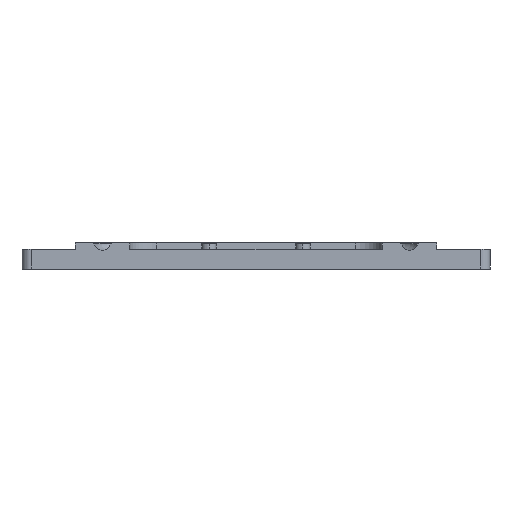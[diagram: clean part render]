
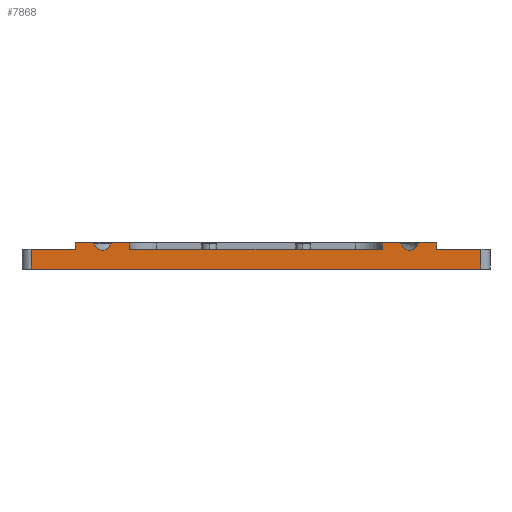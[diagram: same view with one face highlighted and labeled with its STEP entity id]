
A CAD part, left-side view. The second image highlights one B-rep face of the part: STEP entity #7868.
In plain terms, the highlighted planar face has unit normal (-1, 0, 0).
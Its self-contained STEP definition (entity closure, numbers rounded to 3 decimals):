
#3382=CARTESIAN_POINT('Line Origine',(-91.,-112.25,11.)) ;
#3386=CARTESIAN_POINT('Vertex',(-91.,-100.,11.)) ;
#3388=CARTESIAN_POINT('Vertex',(-91.,-124.5,11.)) ;
#3856=CARTESIAN_POINT('Vertex',(-91.,-124.5,0.)) ;
#3859=CARTESIAN_POINT('Line Origine',(-91.,0.,0.)) ;
#3863=CARTESIAN_POINT('Vertex',(-91.,124.5,0.)) ;
#4803=CARTESIAN_POINT('Line Origine',(-91.,0.,11.)) ;
#4807=CARTESIAN_POINT('Vertex',(-91.,70.,11.)) ;
#4809=CARTESIAN_POINT('Vertex',(-91.,-70.,11.)) ;
#6364=CARTESIAN_POINT('Vertex',(-91.,124.5,11.)) ;
#6367=CARTESIAN_POINT('Line Origine',(-91.,112.25,11.)) ;
#6371=CARTESIAN_POINT('Vertex',(-91.,100.,11.)) ;
#6891=CARTESIAN_POINT('Line Origine',(-91.,-95.477,14.5)) ;
#6895=CARTESIAN_POINT('Vertex',(-91.,-90.955,14.5)) ;
#6897=CARTESIAN_POINT('Vertex',(-91.,-100.,14.5)) ;
#6951=CARTESIAN_POINT('Vertex',(-91.,100.,14.5)) ;
#6954=CARTESIAN_POINT('Line Origine',(-91.,95.477,14.5)) ;
#6958=CARTESIAN_POINT('Vertex',(-91.,90.955,14.5)) ;
#7431=CARTESIAN_POINT('Line Origine',(-91.,74.523,14.5)) ;
#7435=CARTESIAN_POINT('Vertex',(-91.,79.045,14.5)) ;
#7437=CARTESIAN_POINT('Vertex',(-91.,70.,14.5)) ;
#7472=CARTESIAN_POINT('Vertex',(-91.,-70.,14.5)) ;
#7475=CARTESIAN_POINT('Line Origine',(-91.,-74.523,14.5)) ;
#7479=CARTESIAN_POINT('Vertex',(-91.,-79.045,14.5)) ;
#7759=CARTESIAN_POINT('Line Origine',(-91.,-100.,12.75)) ;
#7778=CARTESIAN_POINT('Axis2P3D Location',(-91.,-124.5,0.)) ;
#7783=CARTESIAN_POINT('Line Origine',(-91.,-90.172,14.256)) ;
#7787=CARTESIAN_POINT('Vertex',(-91.,-89.39,14.012)) ;
#7790=CARTESIAN_POINT('Axis2P3D Location',(-91.,-85.,15.)) ;
#7794=CARTESIAN_POINT('Vertex',(-91.,-80.61,14.012)) ;
#7797=CARTESIAN_POINT('Line Origine',(-91.,-79.828,14.256)) ;
#7802=CARTESIAN_POINT('Line Origine',(-91.,-70.,12.75)) ;
#7807=CARTESIAN_POINT('Line Origine',(-91.,70.,12.75)) ;
#7812=CARTESIAN_POINT('Line Origine',(-91.,79.828,14.256)) ;
#7816=CARTESIAN_POINT('Vertex',(-91.,80.61,14.012)) ;
#7819=CARTESIAN_POINT('Axis2P3D Location',(-91.,85.,15.)) ;
#7823=CARTESIAN_POINT('Vertex',(-91.,89.39,14.012)) ;
#7826=CARTESIAN_POINT('Line Origine',(-91.,90.172,14.256)) ;
#7831=CARTESIAN_POINT('Line Origine',(-91.,100.,12.75)) ;
#7836=CARTESIAN_POINT('Line Origine',(-91.,124.5,5.5)) ;
#7841=CARTESIAN_POINT('Line Origine',(-91.,-124.5,5.5)) ;
#3383=DIRECTION('Vector Direction',(0.,1.,0.)) ;
#3860=DIRECTION('Vector Direction',(0.,1.,0.)) ;
#4804=DIRECTION('Vector Direction',(0.,1.,0.)) ;
#6368=DIRECTION('Vector Direction',(0.,1.,0.)) ;
#6892=DIRECTION('Vector Direction',(0.,-1.,0.)) ;
#6955=DIRECTION('Vector Direction',(0.,-1.,0.)) ;
#7432=DIRECTION('Vector Direction',(0.,-1.,0.)) ;
#7476=DIRECTION('Vector Direction',(0.,-1.,0.)) ;
#7760=DIRECTION('Vector Direction',(0.,0.,1.)) ;
#7779=DIRECTION('Axis2P3D Direction',(1.,0.,0.)) ;
#7780=DIRECTION('Axis2P3D XDirection',(0.,1.,0.)) ;
#7784=DIRECTION('Vector Direction',(0.,0.955,-0.298)) ;
#7791=DIRECTION('Axis2P3D Direction',(1.,0.,0.)) ;
#7798=DIRECTION('Vector Direction',(0.,0.955,0.298)) ;
#7803=DIRECTION('Vector Direction',(0.,0.,1.)) ;
#7808=DIRECTION('Vector Direction',(0.,0.,1.)) ;
#7813=DIRECTION('Vector Direction',(0.,-0.955,0.298)) ;
#7820=DIRECTION('Axis2P3D Direction',(1.,0.,0.)) ;
#7827=DIRECTION('Vector Direction',(0.,-0.955,-0.298)) ;
#7832=DIRECTION('Vector Direction',(0.,0.,1.)) ;
#7837=DIRECTION('Vector Direction',(0.,0.,1.)) ;
#7842=DIRECTION('Vector Direction',(0.,0.,1.)) ;
#7781=AXIS2_PLACEMENT_3D('Plane Axis2P3D',#7778,#7779,#7780) ;
#7792=AXIS2_PLACEMENT_3D('Circle Axis2P3D',#7790,#7791,$) ;
#7821=AXIS2_PLACEMENT_3D('Circle Axis2P3D',#7819,#7820,$) ;
#7847=ORIENTED_EDGE('',*,*,#7789,.F.) ;
#7848=ORIENTED_EDGE('',*,*,#7796,.F.) ;
#7849=ORIENTED_EDGE('',*,*,#7801,.F.) ;
#7850=ORIENTED_EDGE('',*,*,#7481,.F.) ;
#7851=ORIENTED_EDGE('',*,*,#7806,.F.) ;
#7852=ORIENTED_EDGE('',*,*,#4811,.F.) ;
#7853=ORIENTED_EDGE('',*,*,#7811,.T.) ;
#7854=ORIENTED_EDGE('',*,*,#7439,.F.) ;
#7855=ORIENTED_EDGE('',*,*,#7818,.F.) ;
#7856=ORIENTED_EDGE('',*,*,#7825,.T.) ;
#7857=ORIENTED_EDGE('',*,*,#7830,.F.) ;
#7858=ORIENTED_EDGE('',*,*,#6960,.F.) ;
#7859=ORIENTED_EDGE('',*,*,#7835,.F.) ;
#7860=ORIENTED_EDGE('',*,*,#6373,.F.) ;
#7861=ORIENTED_EDGE('',*,*,#7840,.F.) ;
#7862=ORIENTED_EDGE('',*,*,#3865,.T.) ;
#7863=ORIENTED_EDGE('',*,*,#7845,.T.) ;
#7864=ORIENTED_EDGE('',*,*,#3390,.F.) ;
#7865=ORIENTED_EDGE('',*,*,#7763,.T.) ;
#7866=ORIENTED_EDGE('',*,*,#6899,.F.) ;
#3384=VECTOR('Line Direction',#3383,1.) ;
#3861=VECTOR('Line Direction',#3860,1.) ;
#4805=VECTOR('Line Direction',#4804,1.) ;
#6369=VECTOR('Line Direction',#6368,1.) ;
#6893=VECTOR('Line Direction',#6892,1.) ;
#6956=VECTOR('Line Direction',#6955,1.) ;
#7433=VECTOR('Line Direction',#7432,1.) ;
#7477=VECTOR('Line Direction',#7476,1.) ;
#7761=VECTOR('Line Direction',#7760,1.) ;
#7785=VECTOR('Line Direction',#7784,1.) ;
#7799=VECTOR('Line Direction',#7798,1.) ;
#7804=VECTOR('Line Direction',#7803,1.) ;
#7809=VECTOR('Line Direction',#7808,1.) ;
#7814=VECTOR('Line Direction',#7813,1.) ;
#7828=VECTOR('Line Direction',#7827,1.) ;
#7833=VECTOR('Line Direction',#7832,1.) ;
#7838=VECTOR('Line Direction',#7837,1.) ;
#7843=VECTOR('Line Direction',#7842,1.) ;
#7868=ADVANCED_FACE('Corps principal',(#7867),#7782,.F.) ;
#7793=CIRCLE('generated circle',#7792,4.5) ;
#7822=CIRCLE('generated circle',#7821,4.5) ;
#3390=EDGE_CURVE('',#3387,#3389,#3385,.F.) ;
#3865=EDGE_CURVE('',#3864,#3857,#3862,.F.) ;
#4811=EDGE_CURVE('',#4808,#4810,#4806,.F.) ;
#6373=EDGE_CURVE('',#6365,#6372,#6370,.F.) ;
#6899=EDGE_CURVE('',#6896,#6898,#6894,.T.) ;
#6960=EDGE_CURVE('',#6952,#6959,#6957,.T.) ;
#7439=EDGE_CURVE('',#7436,#7438,#7434,.T.) ;
#7481=EDGE_CURVE('',#7473,#7480,#7478,.T.) ;
#7763=EDGE_CURVE('',#3387,#6898,#7762,.T.) ;
#7789=EDGE_CURVE('',#7788,#6896,#7786,.F.) ;
#7796=EDGE_CURVE('',#7795,#7788,#7793,.F.) ;
#7801=EDGE_CURVE('',#7480,#7795,#7800,.F.) ;
#7806=EDGE_CURVE('',#4810,#7473,#7805,.T.) ;
#7811=EDGE_CURVE('',#4808,#7438,#7810,.T.) ;
#7818=EDGE_CURVE('',#7817,#7436,#7815,.T.) ;
#7825=EDGE_CURVE('',#7817,#7824,#7822,.T.) ;
#7830=EDGE_CURVE('',#6959,#7824,#7829,.T.) ;
#7835=EDGE_CURVE('',#6372,#6952,#7834,.T.) ;
#7840=EDGE_CURVE('',#3864,#6365,#7839,.T.) ;
#7845=EDGE_CURVE('',#3857,#3389,#7844,.T.) ;
#7846=EDGE_LOOP('',(#7847,#7848,#7849,#7850,#7851,#7852,#7853,#7854,#7855,#7856,#7857,#7858,#7859,#7860,#7861,#7862,#7863,#7864,#7865,#7866)) ;
#7867=FACE_OUTER_BOUND('',#7846,.T.) ;
#3385=LINE('Line',#3382,#3384) ;
#3862=LINE('Line',#3859,#3861) ;
#4806=LINE('Line',#4803,#4805) ;
#6370=LINE('Line',#6367,#6369) ;
#6894=LINE('Line',#6891,#6893) ;
#6957=LINE('Line',#6954,#6956) ;
#7434=LINE('Line',#7431,#7433) ;
#7478=LINE('Line',#7475,#7477) ;
#7762=LINE('Line',#7759,#7761) ;
#7786=LINE('Line',#7783,#7785) ;
#7800=LINE('Line',#7797,#7799) ;
#7805=LINE('Line',#7802,#7804) ;
#7810=LINE('Line',#7807,#7809) ;
#7815=LINE('Line',#7812,#7814) ;
#7829=LINE('Line',#7826,#7828) ;
#7834=LINE('Line',#7831,#7833) ;
#7839=LINE('Line',#7836,#7838) ;
#7844=LINE('Line',#7841,#7843) ;
#7782=PLANE('',#7781) ;
#3387=VERTEX_POINT('',#3386) ;
#3389=VERTEX_POINT('',#3388) ;
#3857=VERTEX_POINT('',#3856) ;
#3864=VERTEX_POINT('',#3863) ;
#4808=VERTEX_POINT('',#4807) ;
#4810=VERTEX_POINT('',#4809) ;
#6365=VERTEX_POINT('',#6364) ;
#6372=VERTEX_POINT('',#6371) ;
#6896=VERTEX_POINT('',#6895) ;
#6898=VERTEX_POINT('',#6897) ;
#6952=VERTEX_POINT('',#6951) ;
#6959=VERTEX_POINT('',#6958) ;
#7436=VERTEX_POINT('',#7435) ;
#7438=VERTEX_POINT('',#7437) ;
#7473=VERTEX_POINT('',#7472) ;
#7480=VERTEX_POINT('',#7479) ;
#7788=VERTEX_POINT('',#7787) ;
#7795=VERTEX_POINT('',#7794) ;
#7817=VERTEX_POINT('',#7816) ;
#7824=VERTEX_POINT('',#7823) ;
